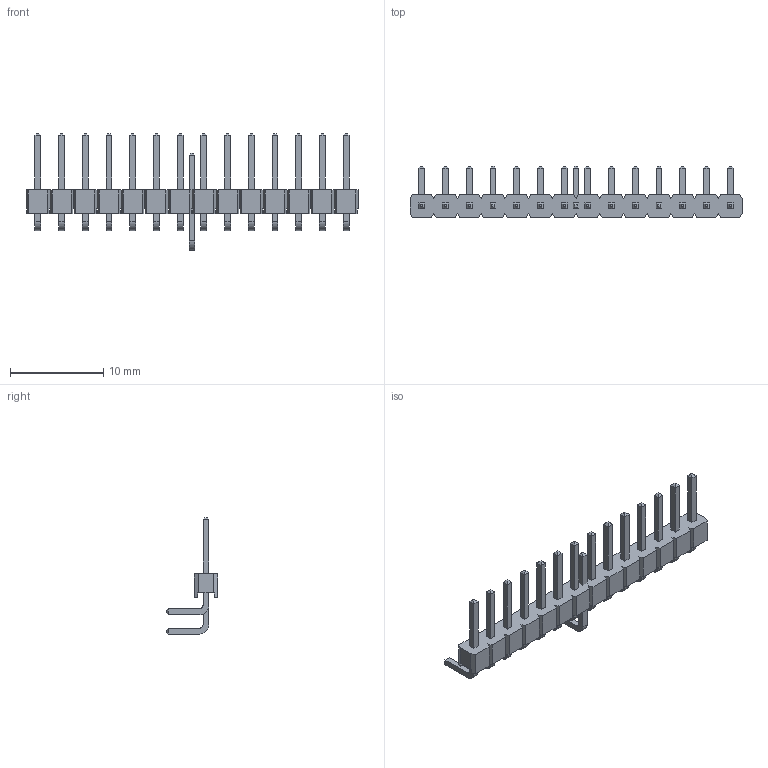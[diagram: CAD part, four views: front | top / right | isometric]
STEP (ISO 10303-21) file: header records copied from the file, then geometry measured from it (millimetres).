
FILE_DESCRIPTION( ( 'Unknown' ), '1' );
FILE_NAME( '61301411021.stp', 'Unknown', ( 'Unknown' ), ( 'Unknown' ), 'PSStep 14.0', 'Unknown', ' ' );
FILE_SCHEMA( ( 'AUTOMOTIVE_DESIGN { 1 0 10303 214 1 1 1 1 }' ) );
Length unit declared in the file: millimetre
Products named in the file (3): Assem1; 6130xx11021_PIN; 61301411021
Bounding box: 35.56 x 5.54 x 12.45 mm (x, y, z)
Volume: 438.8 mm3; surface area: 1531.3 mm2
Topology: 17 solids, 17 shells, 670 faces, 1788 edges, 1152 vertices
Faces by surface type: plane 640, cylinder 30
Entity records: 8958 total; most frequent: CARTESIAN_POINT 1288, ORIENTED_EDGE 1268, DIRECTION 1106, EDGE_CURVE 634, LINE 630, VECTOR 630, VERTEX_POINT 420, EDGE_LOOP 246
